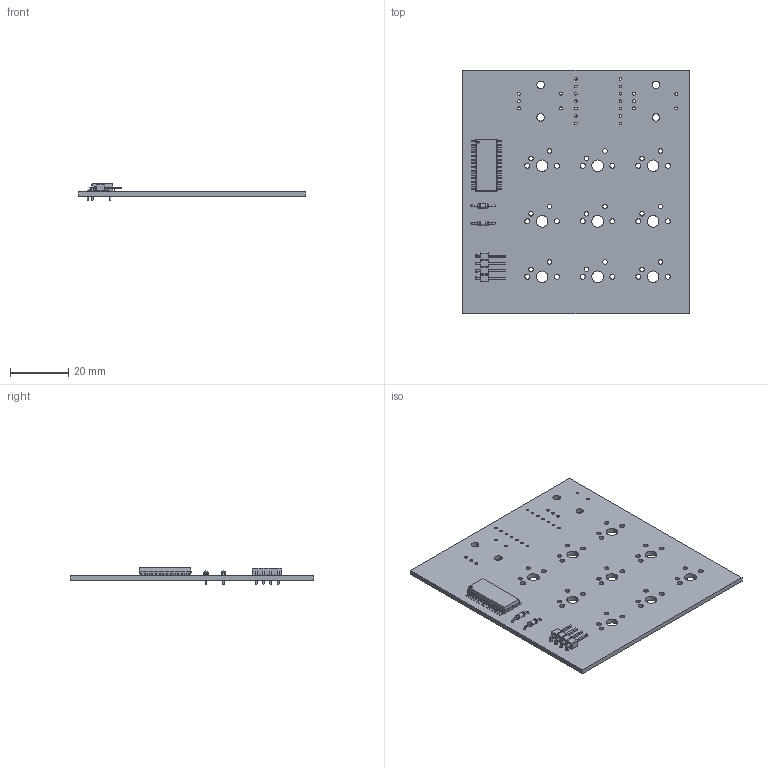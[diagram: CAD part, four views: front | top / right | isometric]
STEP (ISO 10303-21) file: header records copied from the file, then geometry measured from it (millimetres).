
FILE_DESCRIPTION(('KiCad electronic assembly'),'2;1');
FILE_NAME('hackpadv2.step','2025-06-30T17:22:03',('Pcbnew'),('Kicad'), 'Open CASCADE STEP processor 7.8','KiCad to STEP converter','Unknown' );
FILE_SCHEMA(('AUTOMOTIVE_DESIGN { 1 0 10303 214 1 1 1 1 }'));
Length unit declared in the file: millimetre
Products named in the file (8): hackpadv2 1; PinHeader_1x04_P2.54mm_Horizontal; PinHeader_1x04_P254mm_Horizontal; R_Axial_DIN0204_L3.6mm_D1.6mm_P7.62mm_Horizontal; R_Axial_DIN0204_L36mm_D16mm_P762mm_Horizontal; SOIC-28W_7.5x17.9mm_P1.27mm; SOIC_28W_75x179mm_P127mm; hackpadv2_PCB
Assembly tree (8 placements, depth 3):
  hackpadv2 1
    PinHeader_1x04_P2.54mm_Horizontal
      PinHeader_1x04_P254mm_Horizontal
    R_Axial_DIN0204_L3.6mm_D1.6mm_P7.62mm_Horizontal  x2
      R_Axial_DIN0204_L36mm_D16mm_P762mm_Horizontal
    SOIC-28W_7.5x17.9mm_P1.27mm
      SOIC_28W_75x179mm_P127mm
    hackpadv2_PCB
Bounding box: 77.6 x 83.6 x 5.75 mm (x, y, z)
Volume: 10447.3 mm3; surface area: 14479.1 mm2
Topology: 5 solids, 5 shells, 689 faces, 1806 edges, 1144 vertices
Faces by surface type: plane 417, cylinder 212, bspline 52, torus 8
Full cylindrical faces by diameter (mm): 0.5 x8, 0.6 x1, 0.7 x4, 0.889 x14, 1 x14, 1.44 x2, 1.5 x18, 1.6 x4, 1.7 x18, 2.6 x4, 4 x9
Entity records: 25091 total; most frequent: CARTESIAN_POINT 3776, ORIENTED_EDGE 3558, DIRECTION 3421, EDGE_CURVE 1779, LINE 1331, VECTOR 1331, VERTEX_POINT 1128, AXIS2_PLACEMENT_3D 1045
